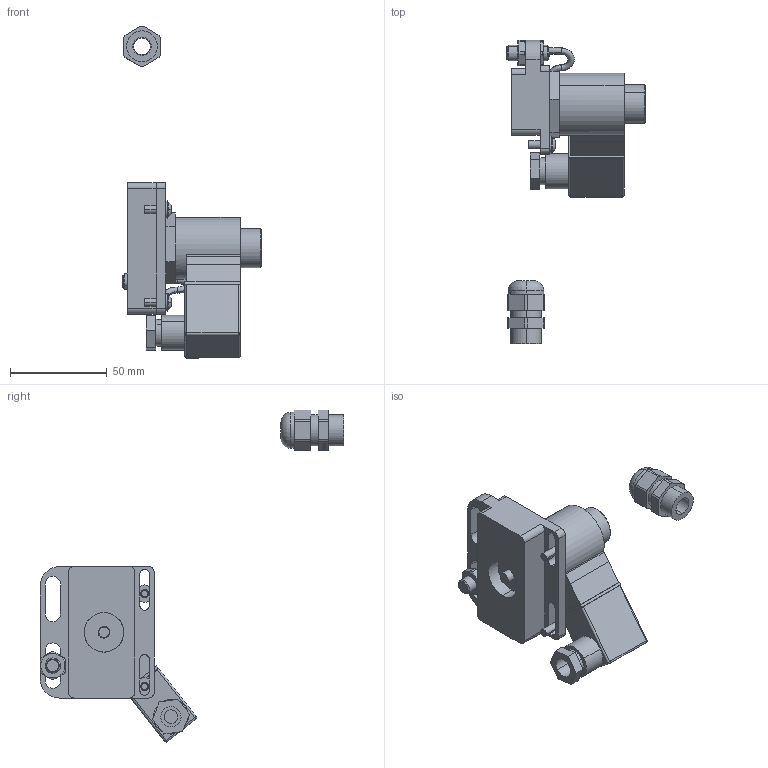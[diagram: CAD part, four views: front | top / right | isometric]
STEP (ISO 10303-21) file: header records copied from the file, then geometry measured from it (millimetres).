
FILE_DESCRIPTION (( 'STEP AP214' ), '1' );
FILE_NAME ('43584~0.STEP', '2018-01-12T10:11:07', ( '' ), ( '' ), 'SwSTEP 2.0', 'SolidWorks 2016', '' );
FILE_SCHEMA (( 'AUTOMOTIVE_DESIGN' ));
Length unit declared in the file: millimetre
Products named in the file (10): 43584~0; 33491~0_S; 43591~4_S; ISO7380~n_M04,0x012; 43643~0; 38413_002~0; 38413~0; 38413_001~0; DIN125~n_04,3 M04,0; 33779~0_S
Assembly tree (12 placements, depth 3):
  43584~0
    43591~4_S
    33491~0_S
    33779~0_S
    38413~0
      38413_002~0
      38413_001~0  x2
    43643~0
    ISO7380~n_M04,0x012  x2
    DIN125~n_04,3 M04,0  x2
Bounding box: 71.9 x 157 x 171.74 mm (x, y, z)
Volume: 127590.7 mm3; surface area: 38923.7 mm2
Topology: 15 solids, 15 shells, 468 faces, 1163 edges, 754 vertices
Faces by surface type: plane 230, cylinder 170, cone 34, bspline 20, torus 10, sphere 4
Entity records: 16687 total; most frequent: CARTESIAN_POINT 5740, ORIENTED_EDGE 2024, DIRECTION 2015, EDGE_CURVE 1012, AXIS2_PLACEMENT_3D 694, VERTEX_POINT 659, LINE 627, VECTOR 627
